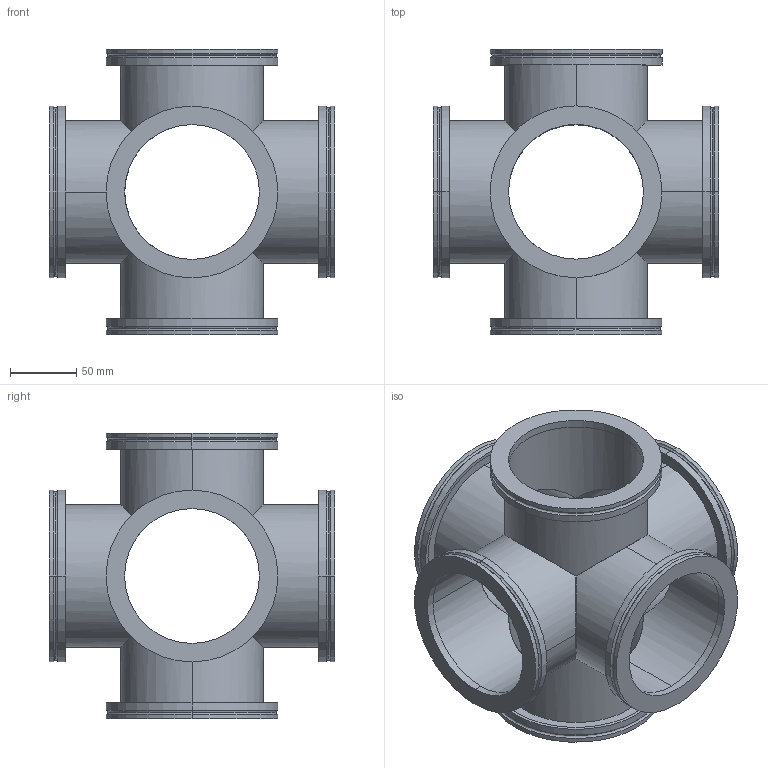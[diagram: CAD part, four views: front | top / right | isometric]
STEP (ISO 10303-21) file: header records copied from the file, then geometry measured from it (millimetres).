
FILE_DESCRIPTION (( 'STEP AP214' ), '1' );
FILE_NAME ('320RKD100.stp', '2017-04-19T07:58:38', ( '' ), ( '' ), 'SwSTEP 2.0', 'SolidWorks 2015', '' );
FILE_SCHEMA (( 'AUTOMOTIVE_DESIGN' ));
Length unit declared in the file: millimetre
Products named in the file (1): 320RKD100
Bounding box: 216 x 216 x 216 mm (x, y, z)
Volume: 618673.2 mm3; surface area: 349750.7 mm2
Topology: 12 solids, 12 shells, 162 faces, 360 edges, 228 vertices
Faces by surface type: cylinder 84, plane 54, torus 24
Entity records: 6479 total; most frequent: CARTESIAN_POINT 967, DIRECTION 794, ORIENTED_EDGE 720, EDGE_CURVE 360, AXIS2_PLACEMENT_3D 343, VERTEX_POINT 228, EDGE_LOOP 192, CIRCLE 180
